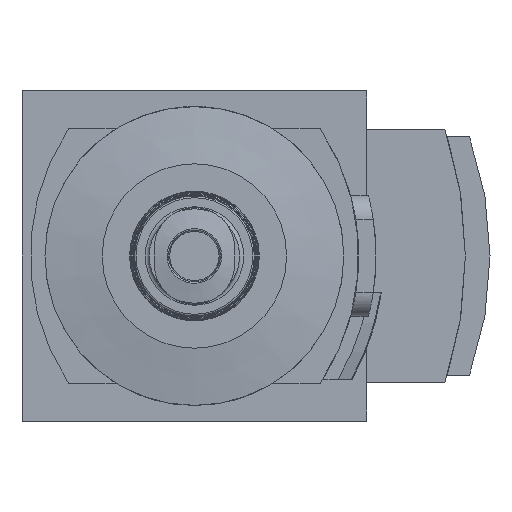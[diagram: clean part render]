
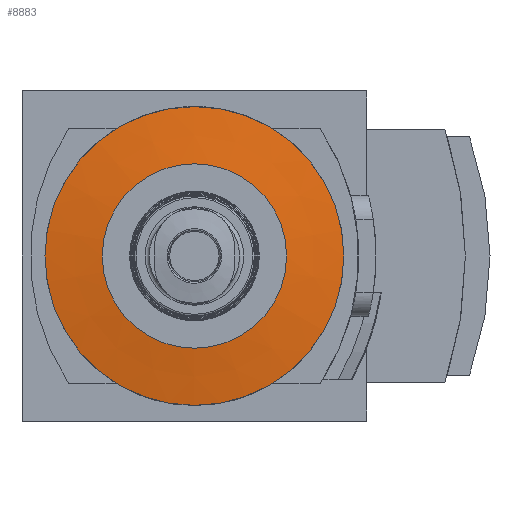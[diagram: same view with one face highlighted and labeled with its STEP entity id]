
A CAD part, front view. The second image highlights one B-rep face of the part: STEP entity #8883.
In plain terms, the highlighted conical face has half-angle 82 degrees and reference radius 18.2 mm.
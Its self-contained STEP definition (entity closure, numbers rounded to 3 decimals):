
#45=CONICAL_SURFACE('',#9387,18.2,1.431);
#2564=ORIENTED_EDGE('',*,*,#4065,.F.);
#2565=ORIENTED_EDGE('',*,*,#4070,.T.);
#4065=EDGE_CURVE('',#4838,#4838,#5128,.T.);
#4070=EDGE_CURVE('',#4843,#4843,#5131,.T.);
#4838=VERTEX_POINT('',#12836);
#4843=VERTEX_POINT('',#12848);
#5128=CIRCLE('',#9383,11.227);
#5131=CIRCLE('',#9388,18.2);
#5384=EDGE_LOOP('',(#2564));
#5385=EDGE_LOOP('',(#2565));
#5822=FACE_BOUND('',#5384,.T.);
#5823=FACE_BOUND('',#5385,.T.);
#8883=ADVANCED_FACE('',(#5822,#5823),#45,.T.);
#9383=AXIS2_PLACEMENT_3D('',#12835,#10647,#10648);
#9387=AXIS2_PLACEMENT_3D('',#12846,#10657,#10658);
#9388=AXIS2_PLACEMENT_3D('',#12847,#10659,#10660);
#10647=DIRECTION('',(0.,-1.,0.));
#10648=DIRECTION('',(0.,0.,-1.));
#10657=DIRECTION('',(0.,1.,0.));
#10658=DIRECTION('',(0.,0.,1.));
#10659=DIRECTION('',(0.,-1.,0.));
#10660=DIRECTION('',(0.,0.,-1.));
#12835=CARTESIAN_POINT('',(0.,-131.2,0.));
#12836=CARTESIAN_POINT('',(0.,-131.2,-11.227));
#12846=CARTESIAN_POINT('',(0.,-130.22,0.));
#12847=CARTESIAN_POINT('',(0.,-130.22,0.));
#12848=CARTESIAN_POINT('',(0.,-130.22,-18.2));
